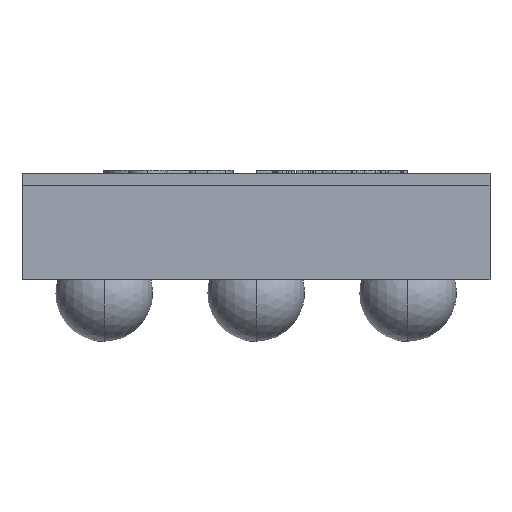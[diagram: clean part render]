
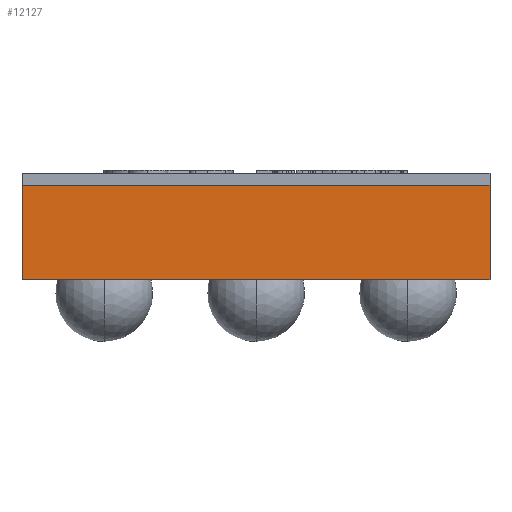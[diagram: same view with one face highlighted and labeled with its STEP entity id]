
A CAD part, front view. The second image highlights one B-rep face of the part: STEP entity #12127.
In plain terms, the highlighted planar face has unit normal (0, -1, 0).
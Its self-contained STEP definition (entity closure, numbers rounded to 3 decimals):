
#401 = CARTESIAN_POINT ( 'NONE',  ( 0.77, -1.28, 0. ) ) ;
#731 = EDGE_CURVE ( 'NONE', #8063, #2415, #3088, .T. ) ;
#1190 = EDGE_LOOP ( 'NONE', ( #4861, #12253, #8332, #7698 ) ) ;
#1766 = VERTEX_POINT ( 'NONE', #11556 ) ;
#2020 = EDGE_CURVE ( 'NONE', #6329, #1766, #12058, .T. ) ;
#2184 = AXIS2_PLACEMENT_3D ( 'NONE', #12433, #6972, #3045 ) ;
#2415 = VERTEX_POINT ( 'NONE', #4502 ) ;
#3045 = DIRECTION ( 'NONE',  ( 0., 0., 1. ) ) ;
#3088 = LINE ( 'NONE', #4996, #9420 ) ;
#3221 = DIRECTION ( 'NONE',  ( -1., 0., 0. ) ) ;
#4117 = DIRECTION ( 'NONE',  ( 1., 0., 0. ) ) ;
#4502 = CARTESIAN_POINT ( 'NONE',  ( 0.77, -1.28, -0.31 ) ) ;
#4861 = ORIENTED_EDGE ( 'NONE', *, *, #9220, .F. ) ;
#4996 = CARTESIAN_POINT ( 'NONE',  ( 0.77, -1.28, -0.31 ) ) ;
#5313 = CARTESIAN_POINT ( 'NONE',  ( 0.77, -1.28, -3.648 ) ) ;
#5783 = DIRECTION ( 'NONE',  ( 0., 0., 1. ) ) ;
#6329 = VERTEX_POINT ( 'NONE', #401 ) ;
#6696 = CARTESIAN_POINT ( 'NONE',  ( -0.77, -1.28, -3.648 ) ) ;
#6881 = VECTOR ( 'NONE', #8368, 1000. ) ;
#6972 = DIRECTION ( 'NONE',  ( 0., 1., 0. ) ) ;
#7698 = ORIENTED_EDGE ( 'NONE', *, *, #2020, .T. ) ;
#7808 = LINE ( 'NONE', #6696, #11692 ) ;
#8060 = FACE_OUTER_BOUND ( 'NONE', #1190, .T. ) ;
#8063 = VERTEX_POINT ( 'NONE', #10492 ) ;
#8332 = ORIENTED_EDGE ( 'NONE', *, *, #9356, .T. ) ;
#8368 = DIRECTION ( 'NONE',  ( 0., 0., 1. ) ) ;
#8425 = PLANE ( 'NONE',  #2184 ) ;
#9096 = CARTESIAN_POINT ( 'NONE',  ( 0.77, -1.28, 0. ) ) ;
#9220 = EDGE_CURVE ( 'NONE', #8063, #1766, #7808, .T. ) ;
#9356 = EDGE_CURVE ( 'NONE', #2415, #6329, #10212, .T. ) ;
#9420 = VECTOR ( 'NONE', #4117, 1000. ) ;
#10212 = LINE ( 'NONE', #5313, #6881 ) ;
#10492 = CARTESIAN_POINT ( 'NONE',  ( -0.77, -1.28, -0.31 ) ) ;
#11425 = VECTOR ( 'NONE', #3221, 1000. ) ;
#11556 = CARTESIAN_POINT ( 'NONE',  ( -0.77, -1.28, 0. ) ) ;
#11692 = VECTOR ( 'NONE', #5783, 1000. ) ;
#12058 = LINE ( 'NONE', #9096, #11425 ) ;
#12127 = ADVANCED_FACE ( 'NONE', ( #8060 ), #8425, .F. ) ;
#12253 = ORIENTED_EDGE ( 'NONE', *, *, #731, .T. ) ;
#12433 = CARTESIAN_POINT ( 'NONE',  ( 0.77, -1.28, -3.648 ) ) ;
